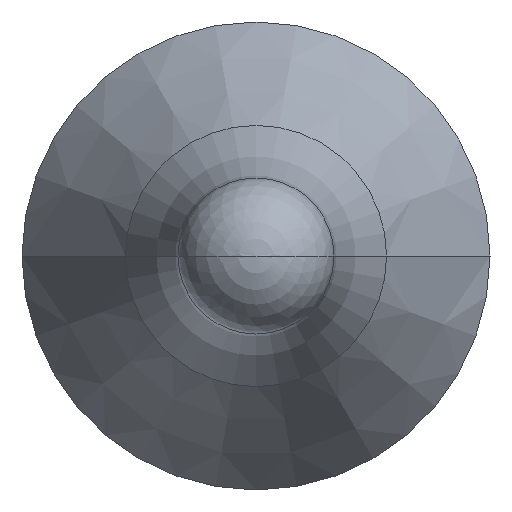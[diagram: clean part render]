
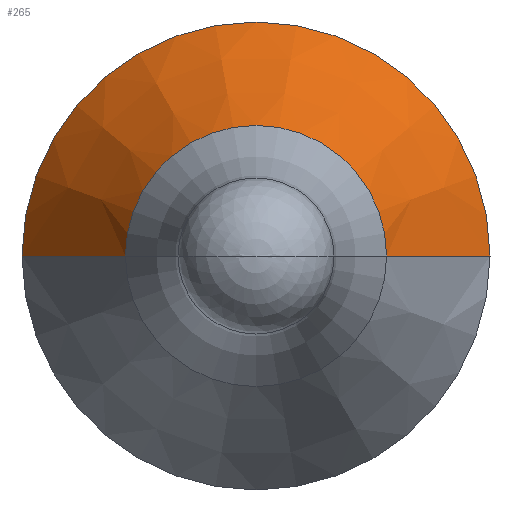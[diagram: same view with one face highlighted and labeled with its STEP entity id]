
A CAD part, left-side view. The second image highlights one B-rep face of the part: STEP entity #265.
In plain terms, the highlighted conical face has half-angle 30 degrees and reference radius 2.337 mm.
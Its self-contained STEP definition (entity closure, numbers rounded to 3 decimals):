
#37=CARTESIAN_POINT('',(14.,0.,0.));
#38=DIRECTION('',(1.,0.,0.));
#39=DIRECTION('',(0.,1.,0.));
#40=AXIS2_PLACEMENT_3D('',#37,#38,#39);
#42=DIRECTION('',(-0.866,-0.5,0.));
#43=VECTOR('',#42,2.651);
#44=CARTESIAN_POINT('',(14.,3.,0.));
#45=LINE('',#44,#43);
#46=DIRECTION('',(-0.866,0.5,0.));
#47=VECTOR('',#46,2.651);
#48=CARTESIAN_POINT('',(14.,-3.,0.));
#49=LINE('',#48,#47);
#70=CARTESIAN_POINT('',(11.704,0.,0.));
#71=DIRECTION('',(1.,0.,0.));
#72=DIRECTION('',(0.,1.,0.));
#73=AXIS2_PLACEMENT_3D('',#70,#71,#72);
#149=CARTESIAN_POINT('',(14.,3.,0.));
#150=CARTESIAN_POINT('',(11.704,1.675,0.));
#151=VERTEX_POINT('',#149);
#152=VERTEX_POINT('',#150);
#159=CARTESIAN_POINT('',(14.,-3.,0.));
#160=CARTESIAN_POINT('',(11.704,-1.675,0.));
#161=VERTEX_POINT('',#159);
#162=VERTEX_POINT('',#160);
#251=CARTESIAN_POINT('',(12.852,0.,0.));
#252=DIRECTION('',(1.,0.,0.));
#253=DIRECTION('',(0.,-1.,0.));
#254=AXIS2_PLACEMENT_3D('',#251,#252,#253);
#255=CONICAL_SURFACE('',#254,2.337,30.);
#257=ORIENTED_EDGE('',*,*,#256,.F.);
#258=ORIENTED_EDGE('',*,*,#233,.T.);
#260=ORIENTED_EDGE('',*,*,#259,.T.);
#262=ORIENTED_EDGE('',*,*,#261,.F.);
#263=EDGE_LOOP('',(#257,#258,#260,#262));
#264=FACE_OUTER_BOUND('',#263,.F.);
#265=ADVANCED_FACE('',(#264),#255,.T.);
#41=CIRCLE('',#40,3.);
#74=CIRCLE('',#73,1.675);
#233=EDGE_CURVE('',#151,#161,#41,.T.);
#256=EDGE_CURVE('',#151,#152,#45,.T.);
#259=EDGE_CURVE('',#161,#162,#49,.T.);
#261=EDGE_CURVE('',#152,#162,#74,.T.);
